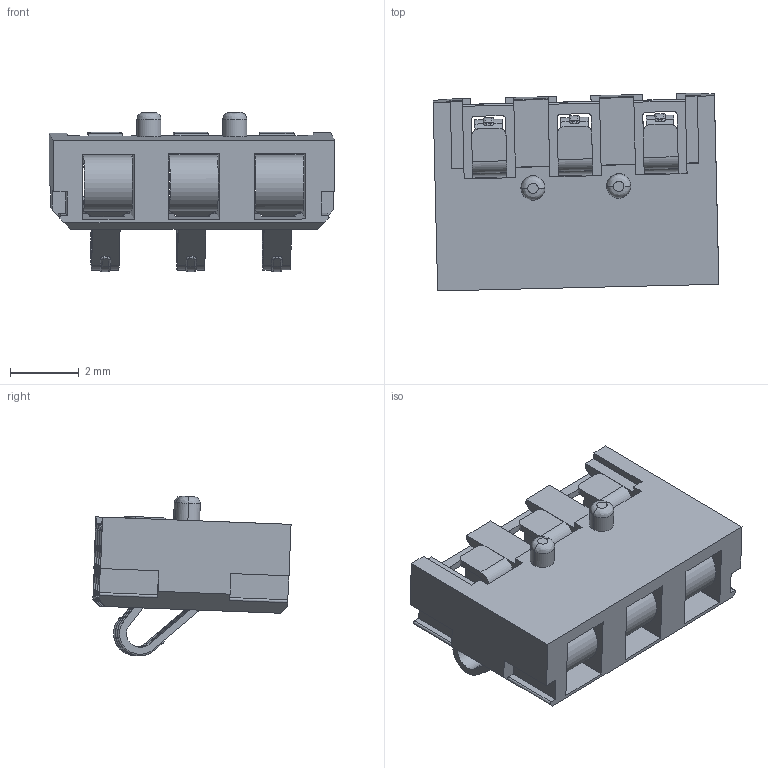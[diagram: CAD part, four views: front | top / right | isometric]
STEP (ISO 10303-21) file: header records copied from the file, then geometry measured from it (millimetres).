
FILE_DESCRIPTION((''),'2;1');
FILE_NAME('TSB1-13330-05XXA_ASM','2024-05-28T',('fros.liao'),(''),'CREO PARAMETRIC BY PTC INC, 2015080','CREO PARAMETRIC BY PTC INC, 2015080','');
FILE_SCHEMA(('CONFIG_CONTROL_DESIGN'));
Length unit declared in the file: millimetre
Products named in the file (5): MSBR-4_1; MSBR-3_1; MSBR-2_1; MSBR-1_1; TSB1-13330-05XXA_ASM
Assembly tree (4 placements, depth 2):
  TSB1-13330-05XXA_ASM
    MSBR-4_1
    MSBR-3_1
    MSBR-2_1
    MSBR-1_1
Bounding box: 8.33 x 5.77 x 4.66 mm (x, y, z)
Volume: 69.3 mm3; surface area: 372.5 mm2
Topology: 4 solids, 4 shells, 410 faces, 1191 edges, 788 vertices
Faces by surface type: plane 302, cylinder 86, torus 13, bspline 9
Entity records: 13761 total; most frequent: CARTESIAN_POINT 2581, ORIENTED_EDGE 2382, DIRECTION 2261, EDGE_CURVE 1191, VECTOR 941, LINE 941, VERTEX_POINT 788, AXIS2_PLACEMENT_3D 660
